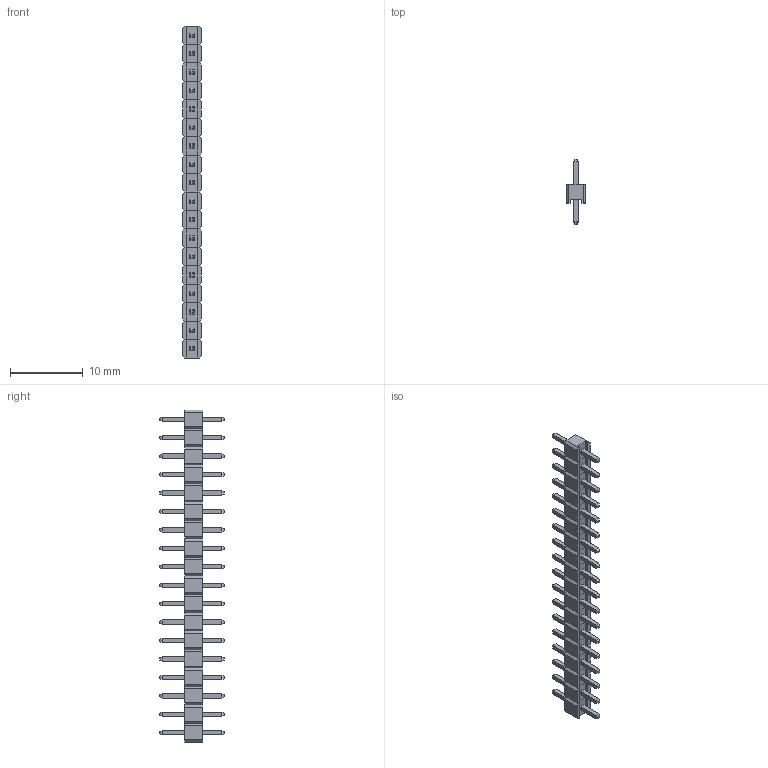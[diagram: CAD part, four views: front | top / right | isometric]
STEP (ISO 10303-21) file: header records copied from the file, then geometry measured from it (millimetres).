
FILE_DESCRIPTION (( 'STEP AP214' ), '1' );
FILE_NAME ('Pin Header 18 Way.STEP', '2025-07-01T08:48:57', ( '' ), ( '' ), 'SwSTEP 2.0', 'SolidWorks 2025', '' );
FILE_SCHEMA (( 'AUTOMOTIVE_DESIGN' ));
Length unit declared in the file: millimetre
Products named in the file (1): Pin Header 18 Way
Bounding box: 2.54 x 8.88 x 45.72 mm (x, y, z)
Volume: 292.1 mm3; surface area: 942 mm2
Topology: 18 solids, 18 shells, 576 faces, 1368 edges, 864 vertices
Faces by surface type: plane 576
Entity records: 22572 total; most frequent: CARTESIAN_POINT 2809, ORIENTED_EDGE 2736, DIRECTION 2522, LINE 1368, EDGE_CURVE 1368, VECTOR 1368, VERTEX_POINT 864, EDGE_LOOP 612
